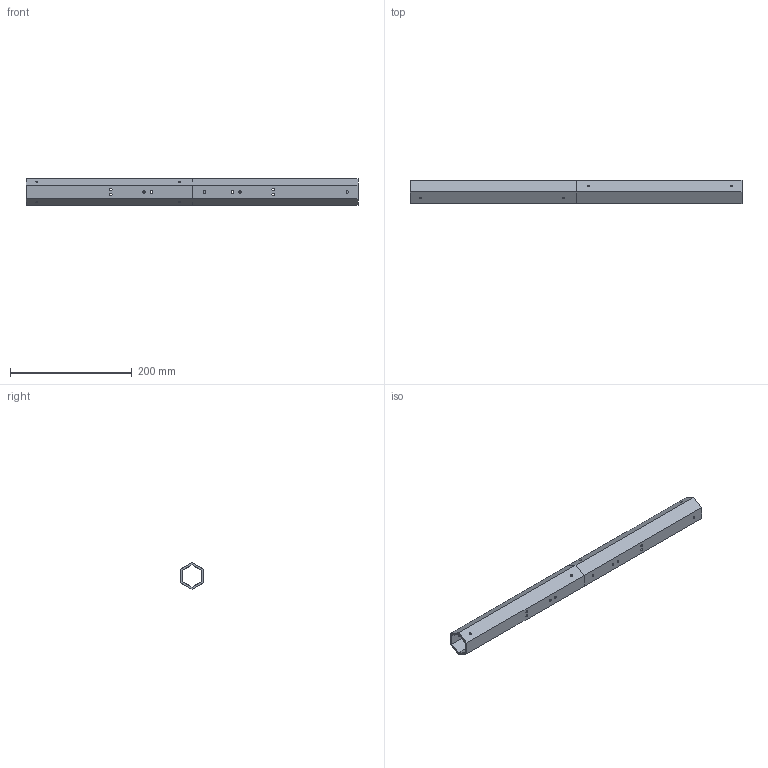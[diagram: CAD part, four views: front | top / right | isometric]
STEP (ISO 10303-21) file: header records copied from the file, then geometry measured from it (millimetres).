
FILE_DESCRIPTION((''),'2;1');
FILE_NAME('LONG_HEX_CORE','2022-09-06T12:12:47',('Andy'),(''),'CREO PARAMETRIC BY PTC INC, 2021404','CREO PARAMETRIC BY PTC INC, 2021404','');
FILE_SCHEMA(('CONFIG_CONTROL_DESIGN'));
Length unit declared in the file: inch
Products named in the file (1): LONG_HEX_CORE
Bounding box: 546 x 38.11 x 44 mm (x, y, z)
Surface area: 133304.8 mm2 (no closed solid volume)
Topology: 0 solids, 2 shells, 82 faces, 240 edges, 160 vertices
Faces by surface type: cylinder 56, plane 26
Entity records: 2909 total; most frequent: DIRECTION 516, CARTESIAN_POINT 482, ORIENTED_EDGE 456, EDGE_CURVE 240, AXIS2_PLACEMENT_3D 194, VERTEX_POINT 160, EDGE_LOOP 140, VECTOR 128
